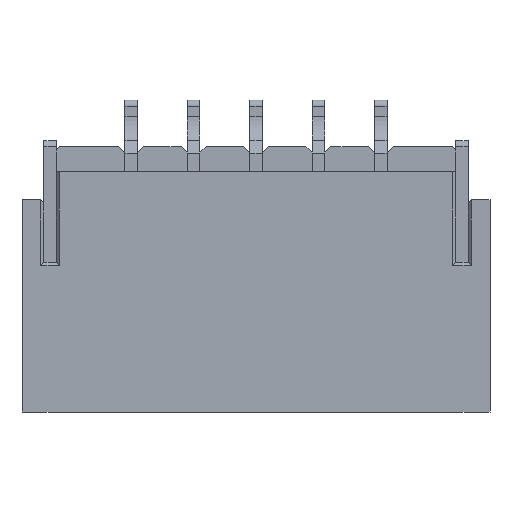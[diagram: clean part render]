
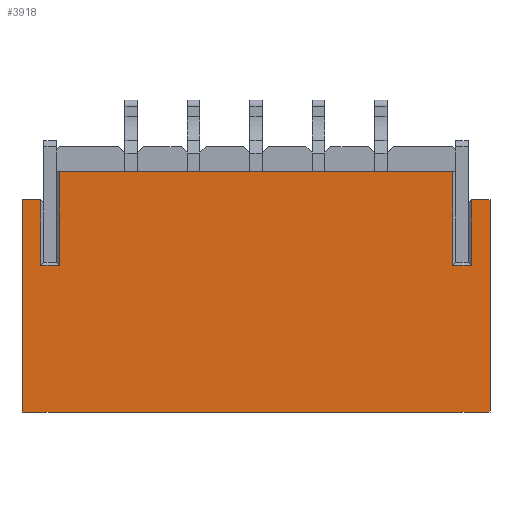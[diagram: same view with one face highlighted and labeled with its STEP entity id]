
A CAD part, front view. The second image highlights one B-rep face of the part: STEP entity #3918.
In plain terms, the highlighted planar face has unit normal (0, -1, 0).
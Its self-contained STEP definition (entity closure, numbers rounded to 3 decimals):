
#115=DIRECTION('',(1.,0.,0.));
#116=VECTOR('',#115,0.3);
#117=CARTESIAN_POINT('',(3.45,-1.55,3.4));
#118=LINE('',#117,#116);
#127=DIRECTION('',(0.,0.,-1.));
#128=VECTOR('',#127,1.05);
#129=CARTESIAN_POINT('',(3.45,-1.55,3.4));
#130=LINE('',#129,#128);
#131=DIRECTION('',(0.,0.,1.));
#132=VECTOR('',#131,3.4);
#133=CARTESIAN_POINT('',(3.75,-1.55,0.));
#134=LINE('',#133,#132);
#135=DIRECTION('',(1.,0.,0.));
#136=VECTOR('',#135,7.5);
#137=CARTESIAN_POINT('',(-3.75,-1.55,0.));
#138=LINE('',#137,#136);
#151=DIRECTION('',(1.,0.,0.));
#152=VECTOR('',#151,0.3);
#153=CARTESIAN_POINT('',(3.15,-1.55,2.35));
#154=LINE('',#153,#152);
#163=DIRECTION('',(0.,0.,-1.));
#164=VECTOR('',#163,1.5);
#165=CARTESIAN_POINT('',(3.15,-1.55,3.85));
#166=LINE('',#165,#164);
#179=DIRECTION('',(1.,0.,0.));
#180=VECTOR('',#179,6.3);
#181=CARTESIAN_POINT('',(-3.15,-1.55,3.85));
#182=LINE('',#181,#180);
#500=DIRECTION('',(1.,0.,0.));
#501=VECTOR('',#500,0.3);
#502=CARTESIAN_POINT('',(-3.75,-1.55,3.4));
#503=LINE('',#502,#501);
#512=DIRECTION('',(0.,0.,1.));
#513=VECTOR('',#512,3.4);
#514=CARTESIAN_POINT('',(-3.75,-1.55,0.));
#515=LINE('',#514,#513);
#564=DIRECTION('',(1.,0.,0.));
#565=VECTOR('',#564,0.3);
#566=CARTESIAN_POINT('',(-3.45,-1.55,2.35));
#567=LINE('',#566,#565);
#568=DIRECTION('',(0.,0.,1.));
#569=VECTOR('',#568,1.5);
#570=CARTESIAN_POINT('',(-3.15,-1.55,2.35));
#571=LINE('',#570,#569);
#584=DIRECTION('',(0.,0.,-1.));
#585=VECTOR('',#584,1.05);
#586=CARTESIAN_POINT('',(-3.45,-1.55,3.4));
#587=LINE('',#586,#585);
#2927=CARTESIAN_POINT('',(3.75,-1.55,0.));
#2928=VERTEX_POINT('',#2927);
#2929=CARTESIAN_POINT('',(-3.75,-1.55,0.));
#2930=VERTEX_POINT('',#2929);
#2971=CARTESIAN_POINT('',(3.45,-1.55,3.4));
#2972=VERTEX_POINT('',#2971);
#2973=CARTESIAN_POINT('',(3.45,-1.55,2.35));
#2974=VERTEX_POINT('',#2973);
#2979=CARTESIAN_POINT('',(3.75,-1.55,3.4));
#2980=VERTEX_POINT('',#2979);
#2981=CARTESIAN_POINT('',(-3.75,-1.55,3.4));
#2982=VERTEX_POINT('',#2981);
#2983=CARTESIAN_POINT('',(-3.45,-1.55,3.4));
#2984=VERTEX_POINT('',#2983);
#2985=CARTESIAN_POINT('',(-3.45,-1.55,2.35));
#2986=VERTEX_POINT('',#2985);
#2987=CARTESIAN_POINT('',(-3.15,-1.55,2.35));
#2988=VERTEX_POINT('',#2987);
#2989=CARTESIAN_POINT('',(-3.15,-1.55,3.85));
#2990=VERTEX_POINT('',#2989);
#2991=CARTESIAN_POINT('',(3.15,-1.55,3.85));
#2992=VERTEX_POINT('',#2991);
#2993=CARTESIAN_POINT('',(3.15,-1.55,2.35));
#2994=VERTEX_POINT('',#2993);
#3890=CARTESIAN_POINT('',(0.,-1.55,1.925));
#3891=DIRECTION('',(0.,1.,0.));
#3892=DIRECTION('',(1.,0.,0.));
#3893=AXIS2_PLACEMENT_3D('',#3890,#3891,#3892);
#3894=PLANE('',#3893);
#3896=ORIENTED_EDGE('',*,*,#3895,.F.);
#3897=ORIENTED_EDGE('',*,*,#3872,.T.);
#3898=ORIENTED_EDGE('',*,*,#3884,.F.);
#3899=ORIENTED_EDGE('',*,*,#3688,.F.);
#3901=ORIENTED_EDGE('',*,*,#3900,.T.);
#3903=ORIENTED_EDGE('',*,*,#3902,.T.);
#3905=ORIENTED_EDGE('',*,*,#3904,.T.);
#3907=ORIENTED_EDGE('',*,*,#3906,.T.);
#3909=ORIENTED_EDGE('',*,*,#3908,.T.);
#3911=ORIENTED_EDGE('',*,*,#3910,.T.);
#3913=ORIENTED_EDGE('',*,*,#3912,.T.);
#3915=ORIENTED_EDGE('',*,*,#3914,.T.);
#3916=EDGE_LOOP('',(#3896,#3897,#3898,#3899,#3901,#3903,#3905,#3907,#3909,#3911,
#3913,#3915));
#3917=FACE_OUTER_BOUND('',#3916,.F.);
#3688=EDGE_CURVE('',#2930,#2928,#138,.T.);
#3872=EDGE_CURVE('',#2972,#2980,#118,.T.);
#3884=EDGE_CURVE('',#2928,#2980,#134,.T.);
#3895=EDGE_CURVE('',#2972,#2974,#130,.T.);
#3900=EDGE_CURVE('',#2930,#2982,#515,.T.);
#3902=EDGE_CURVE('',#2982,#2984,#503,.T.);
#3904=EDGE_CURVE('',#2984,#2986,#587,.T.);
#3906=EDGE_CURVE('',#2986,#2988,#567,.T.);
#3908=EDGE_CURVE('',#2988,#2990,#571,.T.);
#3910=EDGE_CURVE('',#2990,#2992,#182,.T.);
#3912=EDGE_CURVE('',#2992,#2994,#166,.T.);
#3914=EDGE_CURVE('',#2994,#2974,#154,.T.);
#3918=ADVANCED_FACE('',(#3917),#3894,.F.);
